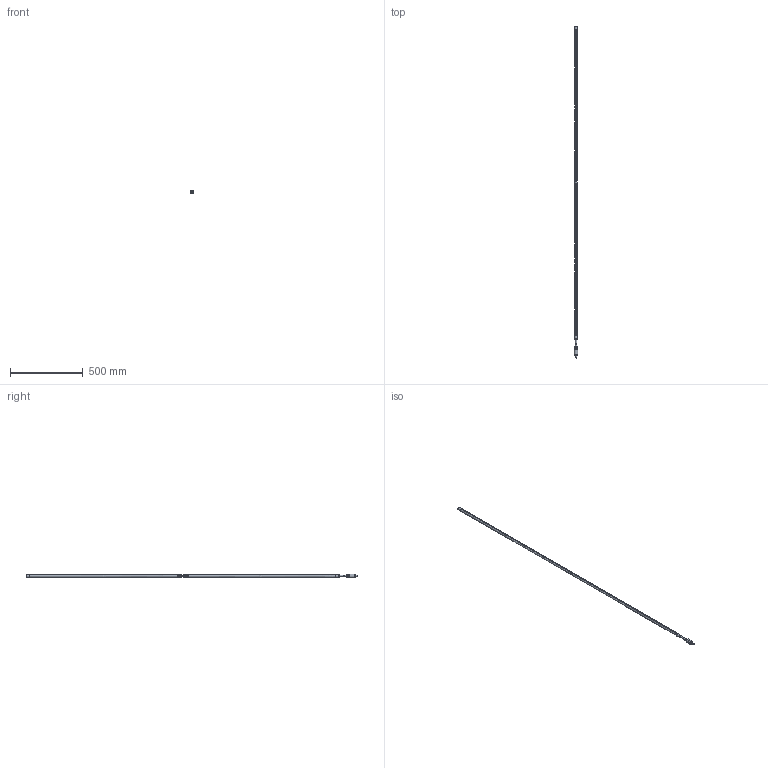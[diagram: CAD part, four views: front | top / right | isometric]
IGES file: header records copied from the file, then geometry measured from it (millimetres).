
Start section: START RECORD GO HERE.
Global section: file name: 85 In.igs; native system: DASSAULT SYSTEMES CATIA V5 R20 - www.3ds.com; preprocessor: CATIA Version 5 Release 20 ; author: DESIGNENG; organization: DESIGNENG; date: 20160209.144219; units: millimetre
Bounding box: 24.99 x 2289.2 x 24.99 mm (x, y, z)
Volume: 558939.5 mm3; surface area: 140293.8 mm2
Topology: 2 solids, 2 shells, 759 faces, 1778 edges, 1194 vertices
Faces by surface type: revolution 335, plane 310, extrusion 114
